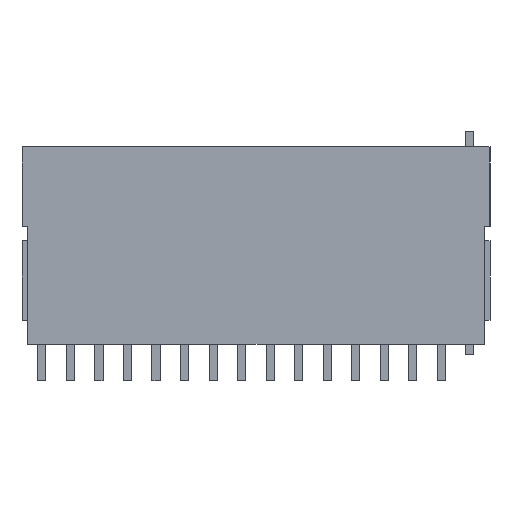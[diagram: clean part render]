
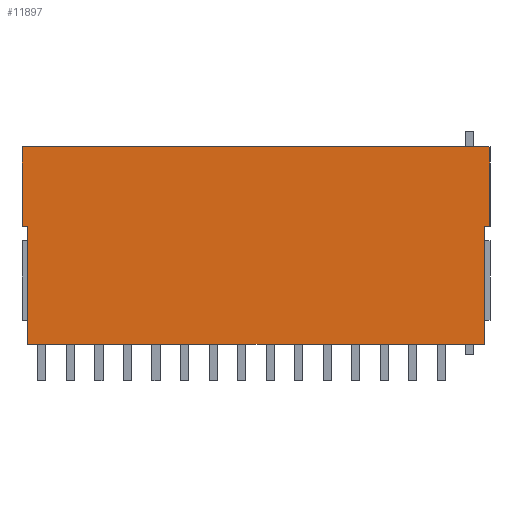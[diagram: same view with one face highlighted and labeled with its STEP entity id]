
A CAD part, front view. The second image highlights one B-rep face of the part: STEP entity #11897.
In plain terms, the highlighted planar face has unit normal (0, -1, 0).
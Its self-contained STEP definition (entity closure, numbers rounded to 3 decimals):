
#11859=AXIS2_PLACEMENT_3D('Plane Axis2P3D',#11856,#11857,#11858) ;
#2985=CARTESIAN_POINT('Vertex',(57.4,0.,18.9)) ;
#3001=CARTESIAN_POINT('Vertex',(57.4,0.,28.7)) ;
#3004=CARTESIAN_POINT('Line Origine',(57.4,0.,23.8)) ;
#3277=CARTESIAN_POINT('Line Origine',(57.05,0.,18.9)) ;
#3281=CARTESIAN_POINT('Vertex',(56.7,0.,18.9)) ;
#3306=CARTESIAN_POINT('Vertex',(56.7,0.,4.5)) ;
#3372=CARTESIAN_POINT('Line Origine',(56.7,0.,11.7)) ;
#11536=CARTESIAN_POINT('Vertex',(0.,0.,28.7)) ;
#11539=CARTESIAN_POINT('Line Origine',(28.7,0.,28.7)) ;
#11856=CARTESIAN_POINT('Axis2P3D Location',(42.,0.,4.15)) ;
#11861=CARTESIAN_POINT('Line Origine',(0.,0.,23.8)) ;
#11865=CARTESIAN_POINT('Vertex',(0.,0.,18.9)) ;
#11868=CARTESIAN_POINT('Line Origine',(0.35,0.,18.9)) ;
#11872=CARTESIAN_POINT('Vertex',(0.7,0.,18.9)) ;
#11875=CARTESIAN_POINT('Line Origine',(0.7,0.,11.7)) ;
#11879=CARTESIAN_POINT('Vertex',(0.7,0.,4.5)) ;
#11882=CARTESIAN_POINT('Line Origine',(28.7,0.,4.5)) ;
#3005=DIRECTION('Vector Direction',(0.,0.,1.)) ;
#3278=DIRECTION('Vector Direction',(1.,0.,0.)) ;
#3373=DIRECTION('Vector Direction',(0.,0.,1.)) ;
#11540=DIRECTION('Vector Direction',(1.,0.,0.)) ;
#11857=DIRECTION('Axis2P3D Direction',(0.,1.,0.)) ;
#11858=DIRECTION('Axis2P3D XDirection',(0.,0.,1.)) ;
#11862=DIRECTION('Vector Direction',(0.,0.,1.)) ;
#11869=DIRECTION('Vector Direction',(1.,0.,0.)) ;
#11876=DIRECTION('Vector Direction',(0.,0.,1.)) ;
#11883=DIRECTION('Vector Direction',(-1.,0.,0.)) ;
#3006=VECTOR('Line Direction',#3005,1.) ;
#3279=VECTOR('Line Direction',#3278,1.) ;
#3374=VECTOR('Line Direction',#3373,1.) ;
#11541=VECTOR('Line Direction',#11540,1.) ;
#11863=VECTOR('Line Direction',#11862,1.) ;
#11870=VECTOR('Line Direction',#11869,1.) ;
#11877=VECTOR('Line Direction',#11876,1.) ;
#11884=VECTOR('Line Direction',#11883,1.) ;
#11888=ORIENTED_EDGE('',*,*,#11543,.F.) ;
#11889=ORIENTED_EDGE('',*,*,#11867,.F.) ;
#11890=ORIENTED_EDGE('',*,*,#11874,.T.) ;
#11891=ORIENTED_EDGE('',*,*,#11881,.F.) ;
#11892=ORIENTED_EDGE('',*,*,#11886,.F.) ;
#11893=ORIENTED_EDGE('',*,*,#3376,.T.) ;
#11894=ORIENTED_EDGE('',*,*,#3283,.F.) ;
#11895=ORIENTED_EDGE('',*,*,#3008,.T.) ;
#11897=ADVANCED_FACE('HOUSING',(#11896),#11860,.F.) ;
#3008=EDGE_CURVE('',#2986,#3002,#3007,.T.) ;
#3283=EDGE_CURVE('',#2986,#3282,#3280,.F.) ;
#3376=EDGE_CURVE('',#3307,#3282,#3375,.T.) ;
#11543=EDGE_CURVE('',#11537,#3002,#11542,.T.) ;
#11867=EDGE_CURVE('',#11866,#11537,#11864,.T.) ;
#11874=EDGE_CURVE('',#11866,#11873,#11871,.T.) ;
#11881=EDGE_CURVE('',#11880,#11873,#11878,.T.) ;
#11886=EDGE_CURVE('',#3307,#11880,#11885,.T.) ;
#11887=EDGE_LOOP('',(#11888,#11889,#11890,#11891,#11892,#11893,#11894,#11895)) ;
#11896=FACE_OUTER_BOUND('',#11887,.T.) ;
#3007=LINE('Line',#3004,#3006) ;
#3280=LINE('Line',#3277,#3279) ;
#3375=LINE('Line',#3372,#3374) ;
#11542=LINE('Line',#11539,#11541) ;
#11864=LINE('Line',#11861,#11863) ;
#11871=LINE('Line',#11868,#11870) ;
#11878=LINE('Line',#11875,#11877) ;
#11885=LINE('Line',#11882,#11884) ;
#11860=PLANE('',#11859) ;
#2986=VERTEX_POINT('',#2985) ;
#3002=VERTEX_POINT('',#3001) ;
#3282=VERTEX_POINT('',#3281) ;
#3307=VERTEX_POINT('',#3306) ;
#11537=VERTEX_POINT('',#11536) ;
#11866=VERTEX_POINT('',#11865) ;
#11873=VERTEX_POINT('',#11872) ;
#11880=VERTEX_POINT('',#11879) ;
